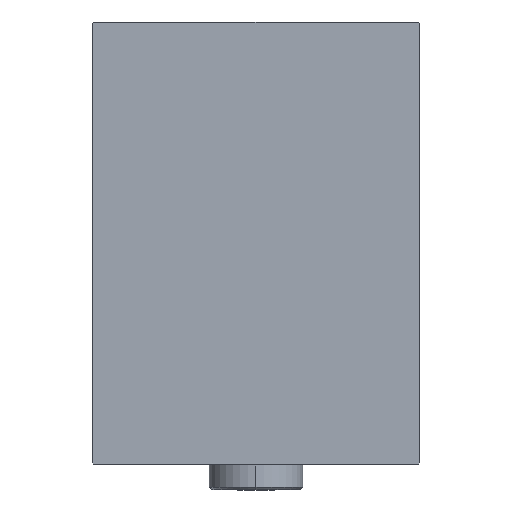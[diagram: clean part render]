
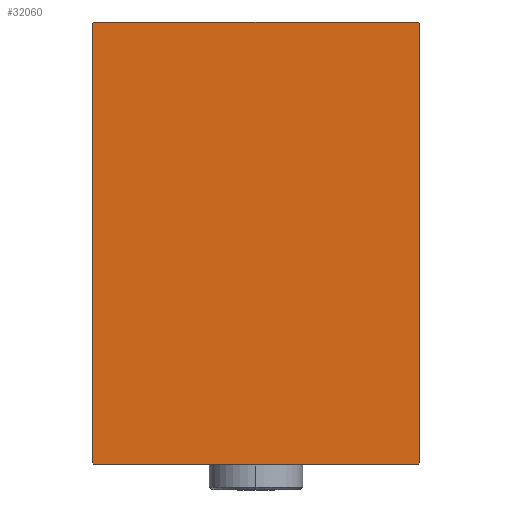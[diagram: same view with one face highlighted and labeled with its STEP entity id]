
A CAD part, left-side view. The second image highlights one B-rep face of the part: STEP entity #32060.
In plain terms, the highlighted face is planar.
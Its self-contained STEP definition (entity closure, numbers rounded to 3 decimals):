
#743 = CARTESIAN_POINT ( 'NONE',  ( 143., 0., 0. ) ) ;
#780 = LINE ( 'NONE', #13616, #40642 ) ;
#855 = VECTOR ( 'NONE', #36327, 1000. ) ;
#1393 = VECTOR ( 'NONE', #11827, 1000. ) ;
#2347 = ORIENTED_EDGE ( 'NONE', *, *, #22931, .T. ) ;
#2450 = VECTOR ( 'NONE', #25858, 1000. ) ;
#2660 = EDGE_CURVE ( 'NONE', #32648, #26908, #22481, .T. ) ;
#4685 = EDGE_CURVE ( 'NONE', #26908, #40023, #32909, .T. ) ;
#4722 = EDGE_CURVE ( 'NONE', #6463, #14173, #18997, .T. ) ;
#4745 = CARTESIAN_POINT ( 'NONE',  ( 143., 36.85, -36.85 ) ) ;
#5347 = CARTESIAN_POINT ( 'NONE',  ( 143., 31.2, 42.5 ) ) ;
#5674 = VECTOR ( 'NONE', #22801, 1000. ) ;
#5998 = CARTESIAN_POINT ( 'NONE',  ( 143., 36.85, 36.85 ) ) ;
#6463 = VERTEX_POINT ( 'NONE', #26943 ) ;
#7805 = CARTESIAN_POINT ( 'NONE',  ( 143., 31.2, -42.5 ) ) ;
#7946 = CARTESIAN_POINT ( 'NONE',  ( 143., -31.5, 42.5 ) ) ;
#8570 = ORIENTED_EDGE ( 'NONE', *, *, #34239, .T. ) ;
#10307 = AXIS2_PLACEMENT_3D ( 'NONE', #743, #27904, #17387 ) ;
#11827 = DIRECTION ( 'NONE',  ( 0., 0., 1. ) ) ;
#13616 = CARTESIAN_POINT ( 'NONE',  ( 143., 31.5, 42.5 ) ) ;
#13752 = VECTOR ( 'NONE', #18274, 1000. ) ;
#14173 = VERTEX_POINT ( 'NONE', #39168 ) ;
#15997 = CARTESIAN_POINT ( 'NONE',  ( 143., -31.5, -42.5 ) ) ;
#16193 = ORIENTED_EDGE ( 'NONE', *, *, #23311, .T. ) ;
#16936 = ORIENTED_EDGE ( 'NONE', *, *, #4722, .T. ) ;
#17387 = DIRECTION ( 'NONE',  ( 0., 0., -1. ) ) ;
#17577 = VERTEX_POINT ( 'NONE', #18567 ) ;
#18274 = DIRECTION ( 'NONE',  ( 0., 0., -1. ) ) ;
#18560 = CARTESIAN_POINT ( 'NONE',  ( 143., 31.5, -42.2 ) ) ;
#18567 = CARTESIAN_POINT ( 'NONE',  ( 143., -31.5, 42.2 ) ) ;
#18836 = VERTEX_POINT ( 'NONE', #5347 ) ;
#18997 = LINE ( 'NONE', #39006, #5674 ) ;
#21407 = PLANE ( 'NONE',  #10307 ) ;
#22215 = DIRECTION ( 'NONE',  ( 0., -0.707, -0.707 ) ) ;
#22477 = ORIENTED_EDGE ( 'NONE', *, *, #2660, .T. ) ;
#22481 = LINE ( 'NONE', #4745, #32052 ) ;
#22801 = DIRECTION ( 'NONE',  ( 0., 0.707, -0.707 ) ) ;
#22931 = EDGE_CURVE ( 'NONE', #40023, #18836, #43513, .T. ) ;
#23311 = EDGE_CURVE ( 'NONE', #17577, #6463, #42917, .T. ) ;
#24470 = LINE ( 'NONE', #42219, #26764 ) ;
#25858 = DIRECTION ( 'NONE',  ( 0., 1., 0. ) ) ;
#26764 = VECTOR ( 'NONE', #22215, 1000. ) ;
#26908 = VERTEX_POINT ( 'NONE', #18560 ) ;
#26943 = CARTESIAN_POINT ( 'NONE',  ( 143., -31.5, -42.2 ) ) ;
#27904 = DIRECTION ( 'NONE',  ( 1., 0., 0. ) ) ;
#27961 = VERTEX_POINT ( 'NONE', #33306 ) ;
#29321 = ORIENTED_EDGE ( 'NONE', *, *, #32367, .T. ) ;
#29426 = DIRECTION ( 'NONE',  ( 0., 0.707, 0.707 ) ) ;
#30064 = ORIENTED_EDGE ( 'NONE', *, *, #4685, .T. ) ;
#32052 = VECTOR ( 'NONE', #29426, 1000. ) ;
#32060 = ADVANCED_FACE ( 'NONE', ( #38270 ), #21407, .T. ) ;
#32367 = EDGE_CURVE ( 'NONE', #27961, #17577, #24470, .T. ) ;
#32648 = VERTEX_POINT ( 'NONE', #7805 ) ;
#32909 = LINE ( 'NONE', #36075, #1393 ) ;
#33306 = CARTESIAN_POINT ( 'NONE',  ( 143., -31.2, 42.5 ) ) ;
#34239 = EDGE_CURVE ( 'NONE', #14173, #32648, #42951, .T. ) ;
#36075 = CARTESIAN_POINT ( 'NONE',  ( 143., 31.5, -42.5 ) ) ;
#36327 = DIRECTION ( 'NONE',  ( 0., -0.707, 0.707 ) ) ;
#37416 = CARTESIAN_POINT ( 'NONE',  ( 143., 31.5, 42.2 ) ) ;
#37422 = DIRECTION ( 'NONE',  ( 0., -1., 0. ) ) ;
#38270 = FACE_OUTER_BOUND ( 'NONE', #39372, .T. ) ;
#39006 = CARTESIAN_POINT ( 'NONE',  ( 143., -36.85, -36.85 ) ) ;
#39168 = CARTESIAN_POINT ( 'NONE',  ( 143., -31.2, -42.5 ) ) ;
#39372 = EDGE_LOOP ( 'NONE', ( #8570, #22477, #30064, #2347, #40229, #29321, #16193, #16936 ) ) ;
#40023 = VERTEX_POINT ( 'NONE', #37416 ) ;
#40229 = ORIENTED_EDGE ( 'NONE', *, *, #44143, .T. ) ;
#40642 = VECTOR ( 'NONE', #37422, 1000. ) ;
#42219 = CARTESIAN_POINT ( 'NONE',  ( 143., -36.85, 36.85 ) ) ;
#42917 = LINE ( 'NONE', #7946, #13752 ) ;
#42951 = LINE ( 'NONE', #15997, #2450 ) ;
#43513 = LINE ( 'NONE', #5998, #855 ) ;
#44143 = EDGE_CURVE ( 'NONE', #18836, #27961, #780, .T. ) ;
